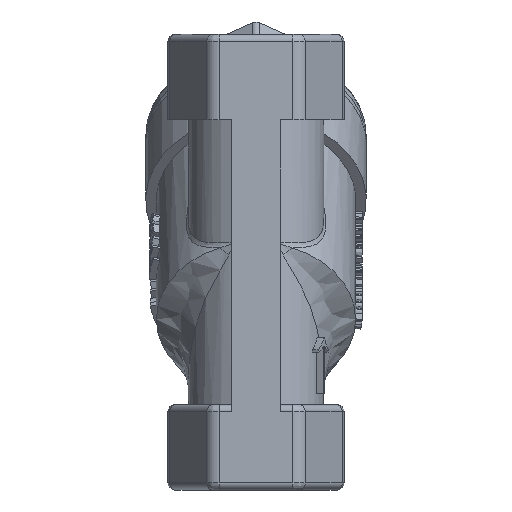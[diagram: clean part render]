
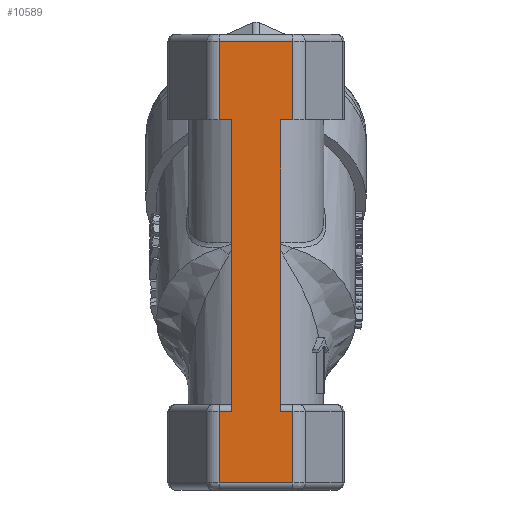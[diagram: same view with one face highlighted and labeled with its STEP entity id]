
A CAD part, front view. The second image highlights one B-rep face of the part: STEP entity #10589.
In plain terms, the highlighted planar face has unit normal (0, -1, 0).
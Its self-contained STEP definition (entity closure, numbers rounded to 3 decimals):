
#856=LINE('',#14143,#1572);
#868=LINE('',#14263,#1584);
#870=LINE('',#14269,#1586);
#885=LINE('',#14308,#1601);
#886=LINE('',#14312,#1602);
#887=LINE('',#14313,#1603);
#888=LINE('',#14315,#1604);
#889=LINE('',#14317,#1605);
#890=LINE('',#14319,#1606);
#891=LINE('',#14321,#1607);
#892=LINE('',#14323,#1608);
#893=LINE('',#14324,#1609);
#1572=VECTOR('',#12126,1.696);
#1584=VECTOR('',#12198,1.696);
#1586=VECTOR('',#12204,10.);
#1601=VECTOR('',#12247,10.);
#1602=VECTOR('',#12252,41.);
#1603=VECTOR('',#12253,10.392);
#1604=VECTOR('',#12254,41.);
#1605=VECTOR('',#12255,1.696);
#1606=VECTOR('',#12256,11.);
#1607=VECTOR('',#12257,10.392);
#1608=VECTOR('',#12258,11.);
#1609=VECTOR('',#12259,1.696);
#2253=PLANE('',#11291);
#2598=FACE_OUTER_BOUND('',#3217,.T.);
#3217=EDGE_LOOP('',(#7038,#7039,#7040,#7041,#7042,#7043,#7044,#7045,#7046,
#7047,#7048,#7049));
#4199=VERTEX_POINT('',#14136);
#4202=VERTEX_POINT('',#14141);
#4223=VERTEX_POINT('',#14253);
#4225=VERTEX_POINT('',#14259);
#4228=VERTEX_POINT('',#14267);
#4238=VERTEX_POINT('',#14307);
#4239=VERTEX_POINT('',#14311);
#4240=VERTEX_POINT('',#14314);
#4241=VERTEX_POINT('',#14316);
#4242=VERTEX_POINT('',#14318);
#4243=VERTEX_POINT('',#14320);
#4244=VERTEX_POINT('',#14322);
#5267=EDGE_CURVE('',#4202,#4199,#856,.T.);
#5303=EDGE_CURVE('',#4223,#4225,#868,.T.);
#5306=EDGE_CURVE('',#4228,#4223,#870,.T.);
#5325=EDGE_CURVE('',#4238,#4199,#885,.T.);
#5327=EDGE_CURVE('',#4225,#4239,#886,.T.);
#5328=EDGE_CURVE('',#4238,#4228,#887,.T.);
#5329=EDGE_CURVE('',#4240,#4202,#888,.T.);
#5330=EDGE_CURVE('',#4240,#4241,#889,.T.);
#5331=EDGE_CURVE('',#4241,#4242,#890,.T.);
#5332=EDGE_CURVE('',#4243,#4242,#891,.T.);
#5333=EDGE_CURVE('',#4244,#4243,#892,.T.);
#5334=EDGE_CURVE('',#4244,#4239,#893,.T.);
#7038=ORIENTED_EDGE('',*,*,#5327,.F.);
#7039=ORIENTED_EDGE('',*,*,#5303,.F.);
#7040=ORIENTED_EDGE('',*,*,#5306,.F.);
#7041=ORIENTED_EDGE('',*,*,#5328,.F.);
#7042=ORIENTED_EDGE('',*,*,#5325,.T.);
#7043=ORIENTED_EDGE('',*,*,#5267,.F.);
#7044=ORIENTED_EDGE('',*,*,#5329,.F.);
#7045=ORIENTED_EDGE('',*,*,#5330,.T.);
#7046=ORIENTED_EDGE('',*,*,#5331,.T.);
#7047=ORIENTED_EDGE('',*,*,#5332,.F.);
#7048=ORIENTED_EDGE('',*,*,#5333,.F.);
#7049=ORIENTED_EDGE('',*,*,#5334,.T.);
#10589=ADVANCED_FACE('',(#2598),#2253,.T.);
#11291=AXIS2_PLACEMENT_3D('',#14310,#12250,#12251);
#12126=DIRECTION('',(1.,0.,0.));
#12198=DIRECTION('',(1.,0.,0.));
#12204=DIRECTION('',(0.,0.,1.));
#12247=DIRECTION('',(0.,0.,1.));
#12250=DIRECTION('center_axis',(0.,-1.,0.));
#12251=DIRECTION('ref_axis',(1.,0.,0.));
#12252=DIRECTION('',(0.,0.,1.));
#12253=DIRECTION('',(-1.,0.,0.));
#12254=DIRECTION('',(0.,0.,-1.));
#12255=DIRECTION('',(1.,0.,0.));
#12256=DIRECTION('',(0.,0.,1.));
#12257=DIRECTION('',(1.,0.,0.));
#12258=DIRECTION('',(0.,0.,1.));
#12259=DIRECTION('',(1.,0.,0.));
#14136=CARTESIAN_POINT('',(5.196,-11.,11.));
#14141=CARTESIAN_POINT('',(3.5,-11.,11.));
#14143=CARTESIAN_POINT('',(-2.598,-11.,11.));
#14253=CARTESIAN_POINT('',(-5.196,-11.,11.));
#14259=CARTESIAN_POINT('',(-3.5,-11.,11.));
#14263=CARTESIAN_POINT('',(-2.598,-11.,11.));
#14267=CARTESIAN_POINT('',(-5.196,-11.,1.));
#14269=CARTESIAN_POINT('',(-5.196,-11.,0.));
#14307=CARTESIAN_POINT('',(5.196,-11.,1.));
#14308=CARTESIAN_POINT('',(5.196,-11.,0.));
#14310=CARTESIAN_POINT('Origin',(-5.196,-11.,0.));
#14311=CARTESIAN_POINT('',(-3.5,-11.,52.));
#14312=CARTESIAN_POINT('',(-3.5,-11.,6.));
#14313=CARTESIAN_POINT('',(-2.598,-11.,1.));
#14314=CARTESIAN_POINT('',(3.5,-11.,52.));
#14315=CARTESIAN_POINT('',(3.5,-11.,6.));
#14316=CARTESIAN_POINT('',(5.196,-11.,52.));
#14317=CARTESIAN_POINT('',(-5.196,-11.,52.));
#14318=CARTESIAN_POINT('',(5.196,-11.,63.));
#14319=CARTESIAN_POINT('',(5.196,-11.,52.));
#14320=CARTESIAN_POINT('',(-5.196,-11.,63.));
#14321=CARTESIAN_POINT('',(-2.598,-11.,63.));
#14322=CARTESIAN_POINT('',(-5.196,-11.,52.));
#14323=CARTESIAN_POINT('',(-5.196,-11.,52.));
#14324=CARTESIAN_POINT('',(-5.196,-11.,52.));
